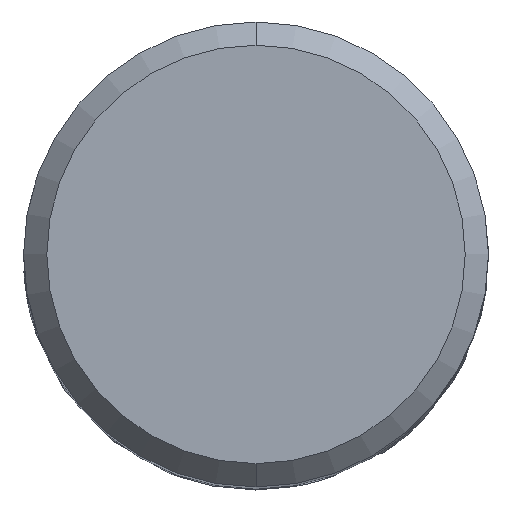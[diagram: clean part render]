
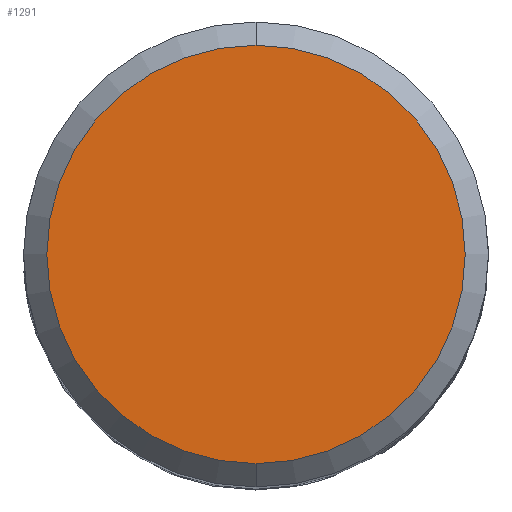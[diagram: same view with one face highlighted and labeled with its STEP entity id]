
A CAD part, top view. The second image highlights one B-rep face of the part: STEP entity #1291.
In plain terms, the highlighted planar face has unit normal (0, 0, 1).
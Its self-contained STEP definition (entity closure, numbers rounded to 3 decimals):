
#945=EDGE_CURVE('',#1341,#1453,#2041,.T.);
#1163=EDGE_CURVE('',#1453,#1341,#2274,.T.);
#1291=ADVANCED_FACE('',(#2411),#2412,.T.);
#1341=VERTEX_POINT('',#2467);
#1453=VERTEX_POINT('',#2593);
#2041=CIRCLE('',#5313,9.0);
#2274=CIRCLE('',#6640,9.0);
#2411=FACE_OUTER_BOUND('',#7298,.T.);
#2412=PLANE('',#7299);
#2467=CARTESIAN_POINT('',(0.,-9.0,0.0));
#2593=CARTESIAN_POINT('',(0.0,9.0,0.0));
#5313=AXIS2_PLACEMENT_3D('',#9520,#9521,#9522);
#6640=AXIS2_PLACEMENT_3D('',#9732,#9733,#9734);
#7298=EDGE_LOOP('',(#9851,#9852));
#7299=AXIS2_PLACEMENT_3D('',#9853,#9854,#9855);
#9520=CARTESIAN_POINT('',(0.0,0.0,0.0));
#9521=DIRECTION('',(0.0,0.0,-1.0));
#9522=DIRECTION('',(0.0,1.0,0.0));
#9732=CARTESIAN_POINT('',(0.0,0.0,0.0));
#9733=DIRECTION('',(0.0,0.0,-1.0));
#9734=DIRECTION('',(0.0,1.0,0.0));
#9851=ORIENTED_EDGE('',*,*,#1163,.F.);
#9852=ORIENTED_EDGE('',*,*,#945,.F.);
#9853=CARTESIAN_POINT('',(0.0,4.5,0.0));
#9854=DIRECTION('',(-0.0,0.0,1.0));
#9855=DIRECTION('',(0.0,-1.0,0.0));
